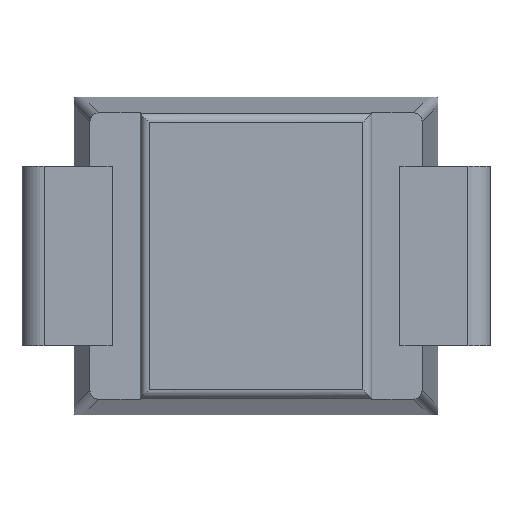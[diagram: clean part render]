
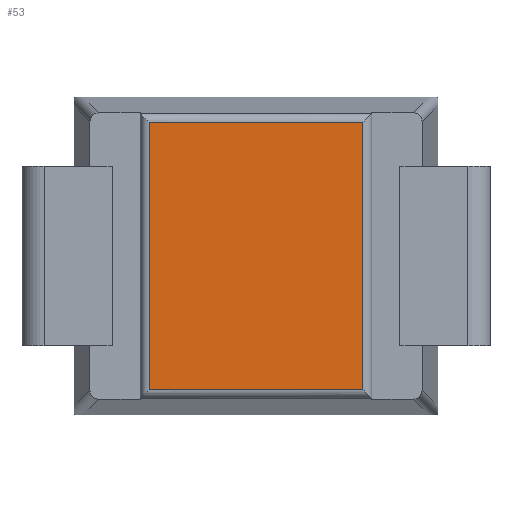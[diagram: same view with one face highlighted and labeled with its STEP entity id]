
A CAD part, front view. The second image highlights one B-rep face of the part: STEP entity #53.
In plain terms, the highlighted planar face has unit normal (0, -1, 0).
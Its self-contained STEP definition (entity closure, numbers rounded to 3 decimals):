
#53 = ADVANCED_FACE ( 'NONE', ( #2242 ), #1020, .T. ) ;
#97 = VERTEX_POINT ( 'NONE', #1280 ) ;
#166 = ORIENTED_EDGE ( 'NONE', *, *, #1783, .T. ) ;
#205 = CARTESIAN_POINT ( 'NONE',  ( 0., -1.028, 1.513 ) ) ;
#402 = ORIENTED_EDGE ( 'NONE', *, *, #544, .T. ) ;
#422 = ORIENTED_EDGE ( 'NONE', *, *, #2576, .T. ) ;
#541 = VERTEX_POINT ( 'NONE', #1807 ) ;
#544 = EDGE_CURVE ( 'NONE', #845, #541, #1404, .T. ) ;
#640 = VECTOR ( 'NONE', #2470, 1000. ) ;
#845 = VERTEX_POINT ( 'NONE', #1524 ) ;
#896 = DIRECTION ( 'NONE',  ( 0., 0., -1. ) ) ;
#925 = VECTOR ( 'NONE', #2244, 1000. ) ;
#1020 = PLANE ( 'NONE',  #2156 ) ;
#1073 = EDGE_CURVE ( 'NONE', #97, #1891, #1651, .T. ) ;
#1199 = CARTESIAN_POINT ( 'NONE',  ( 1.31, -1.028, -1.513 ) ) ;
#1280 = CARTESIAN_POINT ( 'NONE',  ( 1.21, -1.028, 1.513 ) ) ;
#1286 = CARTESIAN_POINT ( 'NONE',  ( -1.21, -1.028, -1.597 ) ) ;
#1388 = VECTOR ( 'NONE', #2233, 1000. ) ;
#1404 = LINE ( 'NONE', #1199, #1388 ) ;
#1425 = DIRECTION ( 'NONE',  ( 0., 0., -1. ) ) ;
#1524 = CARTESIAN_POINT ( 'NONE',  ( -1.21, -1.028, -1.513 ) ) ;
#1561 = ORIENTED_EDGE ( 'NONE', *, *, #1073, .T. ) ;
#1591 = DIRECTION ( 'NONE',  ( 0., -1., 0. ) ) ;
#1650 = CARTESIAN_POINT ( 'NONE',  ( 1.21, -1.028, 1.8 ) ) ;
#1651 = LINE ( 'NONE', #205, #925 ) ;
#1713 = CARTESIAN_POINT ( 'NONE',  ( -1.21, -1.028, 1.513 ) ) ;
#1783 = EDGE_CURVE ( 'NONE', #541, #97, #2456, .T. ) ;
#1807 = CARTESIAN_POINT ( 'NONE',  ( 1.21, -1.028, -1.513 ) ) ;
#1891 = VERTEX_POINT ( 'NONE', #1713 ) ;
#2123 = LINE ( 'NONE', #1286, #2543 ) ;
#2156 = AXIS2_PLACEMENT_3D ( 'NONE', #2455, #1591, #1425 ) ;
#2233 = DIRECTION ( 'NONE',  ( 1., 0., 0. ) ) ;
#2242 = FACE_OUTER_BOUND ( 'NONE', #2377, .T. ) ;
#2244 = DIRECTION ( 'NONE',  ( -1., 0., 0. ) ) ;
#2377 = EDGE_LOOP ( 'NONE', ( #422, #402, #166, #1561 ) ) ;
#2455 = CARTESIAN_POINT ( 'NONE',  ( 0., -1.028, 1.8 ) ) ;
#2456 = LINE ( 'NONE', #1650, #640 ) ;
#2470 = DIRECTION ( 'NONE',  ( 0., 0., 1. ) ) ;
#2543 = VECTOR ( 'NONE', #896, 1000. ) ;
#2576 = EDGE_CURVE ( 'NONE', #1891, #845, #2123, .T. ) ;
